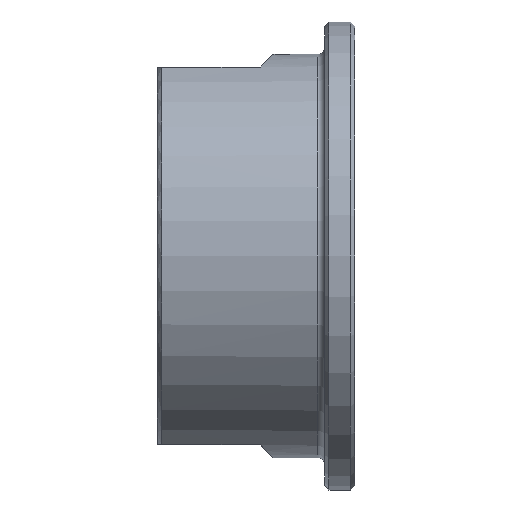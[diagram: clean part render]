
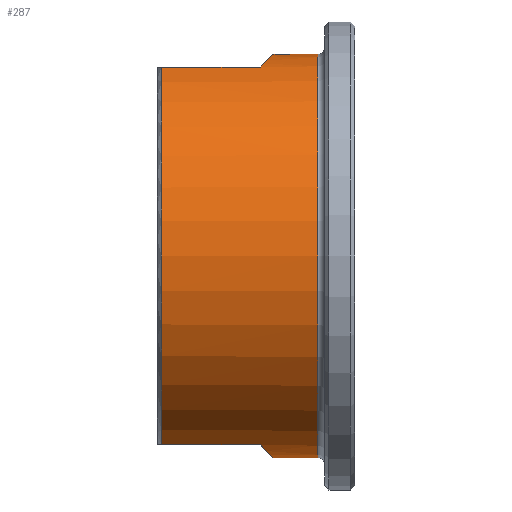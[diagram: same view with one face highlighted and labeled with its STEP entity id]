
A CAD part, front view. The second image highlights one B-rep face of the part: STEP entity #287.
In plain terms, the highlighted cylindrical face has radius 23.5 mm (diameter 47 mm), a full revolution.
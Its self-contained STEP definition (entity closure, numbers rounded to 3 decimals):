
#15=CYLINDRICAL_SURFACE('',#337,23.5);
#31=CIRCLE('',#326,23.5);
#32=CIRCLE('',#328,23.5);
#33=CIRCLE('',#329,23.5);
#34=CIRCLE('',#331,23.5);
#37=CIRCLE('',#334,23.5);
#48=ELLIPSE('',#317,33.234,23.5);
#49=ELLIPSE('',#320,33.234,23.5);
#59=FACE_OUTER_BOUND('',#78,.T.);
#78=EDGE_LOOP('',(#226,#227,#228,#229,#230,#231,#232,#233,#234,#235,#236,
#237,#238));
#87=LINE('',#457,#102);
#89=LINE('',#461,#104);
#91=LINE('',#476,#106);
#93=LINE('',#480,#108);
#95=LINE('',#511,#110);
#102=VECTOR('',#358,10.);
#104=VECTOR('',#360,10.);
#106=VECTOR('',#368,10.);
#108=VECTOR('',#370,10.);
#110=VECTOR('',#410,23.5);
#121=VERTEX_POINT('',#451);
#123=VERTEX_POINT('',#456);
#124=VERTEX_POINT('',#458);
#125=VERTEX_POINT('',#460);
#127=VERTEX_POINT('',#470);
#129=VERTEX_POINT('',#475);
#130=VERTEX_POINT('',#477);
#131=VERTEX_POINT('',#479);
#134=VERTEX_POINT('',#496);
#135=VERTEX_POINT('',#500);
#136=VERTEX_POINT('',#501);
#149=EDGE_CURVE('',#123,#121,#87,.T.);
#151=EDGE_CURVE('',#125,#124,#89,.T.);
#154=EDGE_CURVE('',#124,#123,#48,.T.);
#156=EDGE_CURVE('',#129,#127,#91,.T.);
#158=EDGE_CURVE('',#131,#130,#93,.T.);
#161=EDGE_CURVE('',#130,#129,#49,.T.);
#165=EDGE_CURVE('',#125,#127,#31,.T.);
#166=EDGE_CURVE('',#131,#134,#32,.T.);
#167=EDGE_CURVE('',#134,#121,#33,.T.);
#168=EDGE_CURVE('',#135,#136,#34,.T.);
#171=EDGE_CURVE('',#136,#135,#37,.T.);
#173=EDGE_CURVE('',#135,#134,#95,.T.);
#226=ORIENTED_EDGE('',*,*,#168,.F.);
#227=ORIENTED_EDGE('',*,*,#173,.T.);
#228=ORIENTED_EDGE('',*,*,#166,.F.);
#229=ORIENTED_EDGE('',*,*,#158,.T.);
#230=ORIENTED_EDGE('',*,*,#161,.T.);
#231=ORIENTED_EDGE('',*,*,#156,.T.);
#232=ORIENTED_EDGE('',*,*,#165,.F.);
#233=ORIENTED_EDGE('',*,*,#151,.T.);
#234=ORIENTED_EDGE('',*,*,#154,.T.);
#235=ORIENTED_EDGE('',*,*,#149,.T.);
#236=ORIENTED_EDGE('',*,*,#167,.F.);
#237=ORIENTED_EDGE('',*,*,#173,.F.);
#238=ORIENTED_EDGE('',*,*,#171,.F.);
#287=ADVANCED_FACE('',(#59),#15,.T.);
#317=AXIS2_PLACEMENT_3D('',#468,#364,#365);
#320=AXIS2_PLACEMENT_3D('',#487,#374,#375);
#326=AXIS2_PLACEMENT_3D('',#494,#386,#387);
#328=AXIS2_PLACEMENT_3D('',#497,#390,#391);
#329=AXIS2_PLACEMENT_3D('',#498,#392,#393);
#331=AXIS2_PLACEMENT_3D('',#502,#396,#397);
#334=AXIS2_PLACEMENT_3D('',#506,#402,#403);
#337=AXIS2_PLACEMENT_3D('',#510,#408,#409);
#358=DIRECTION('',(-1.,0.,0.));
#360=DIRECTION('',(1.,0.,0.));
#364=DIRECTION('center_axis',(0.707,0.,-0.707));
#365=DIRECTION('ref_axis',(0.707,0.,0.707));
#368=DIRECTION('',(-1.,0.,0.));
#370=DIRECTION('',(1.,0.,0.));
#374=DIRECTION('center_axis',(0.707,0.,0.707));
#375=DIRECTION('ref_axis',(-0.707,0.,0.707));
#386=DIRECTION('center_axis',(-1.,0.,0.));
#387=DIRECTION('ref_axis',(0.,-1.,0.));
#390=DIRECTION('center_axis',(-1.,0.,0.));
#391=DIRECTION('ref_axis',(0.,-1.,0.));
#392=DIRECTION('center_axis',(-1.,0.,0.));
#393=DIRECTION('ref_axis',(0.,-1.,0.));
#396=DIRECTION('center_axis',(1.,0.,0.));
#397=DIRECTION('ref_axis',(0.,-1.,0.));
#402=DIRECTION('center_axis',(1.,0.,0.));
#403=DIRECTION('ref_axis',(0.,-1.,0.));
#408=DIRECTION('center_axis',(1.,0.,0.));
#409=DIRECTION('ref_axis',(0.,1.,0.));
#410=DIRECTION('',(-1.,0.,0.));
#451=CARTESIAN_POINT('',(-22.5,-8.261,22.));
#456=CARTESIAN_POINT('',(-11.,-8.261,22.));
#457=CARTESIAN_POINT('',(-13.25,-8.261,22.));
#458=CARTESIAN_POINT('',(-11.,8.261,22.));
#460=CARTESIAN_POINT('',(-22.5,8.261,22.));
#461=CARTESIAN_POINT('',(-13.25,8.261,22.));
#468=CARTESIAN_POINT('Origin',(-33.,0.,0.));
#470=CARTESIAN_POINT('',(-22.5,8.261,-22.));
#475=CARTESIAN_POINT('',(-11.,8.261,-22.));
#476=CARTESIAN_POINT('',(-13.25,8.261,-22.));
#477=CARTESIAN_POINT('',(-11.,-8.261,-22.));
#479=CARTESIAN_POINT('',(-22.5,-8.261,-22.));
#480=CARTESIAN_POINT('',(-13.25,-8.261,-22.));
#487=CARTESIAN_POINT('Origin',(-33.,0.,0.));
#494=CARTESIAN_POINT('Origin',(-22.5,0.,0.));
#496=CARTESIAN_POINT('',(-22.5,-23.5,0.));
#497=CARTESIAN_POINT('Origin',(-22.5,0.,0.));
#498=CARTESIAN_POINT('Origin',(-22.5,0.,0.));
#500=CARTESIAN_POINT('',(-4.3,-23.5,0.));
#501=CARTESIAN_POINT('',(-4.3,0.,23.5));
#502=CARTESIAN_POINT('Origin',(-4.3,0.,0.));
#506=CARTESIAN_POINT('Origin',(-4.3,0.,0.));
#510=CARTESIAN_POINT('Origin',(-13.25,0.,0.));
#511=CARTESIAN_POINT('',(-13.25,-23.5,0.));
